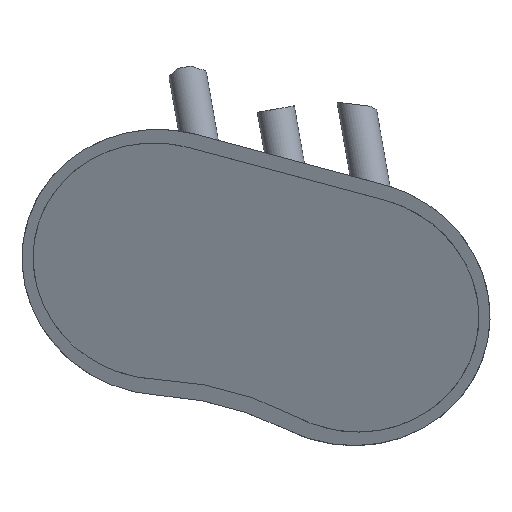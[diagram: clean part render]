
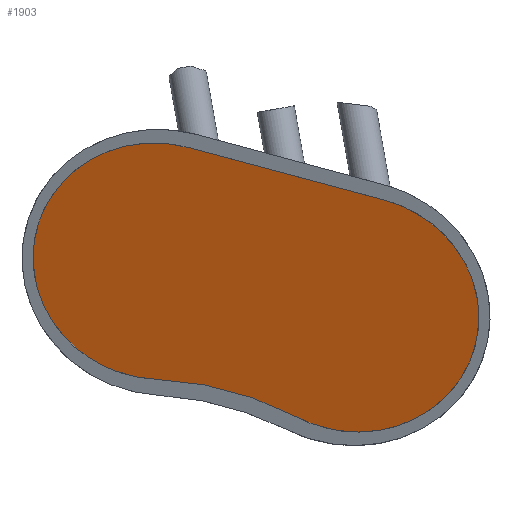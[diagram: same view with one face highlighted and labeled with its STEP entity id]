
A CAD part, top view. The second image highlights one B-rep face of the part: STEP entity #1903.
In plain terms, the highlighted planar face has unit normal (-0.088, -0.33, 0.94).
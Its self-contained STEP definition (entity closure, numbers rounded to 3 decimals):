
#1772 = EDGE_CURVE('',#1773,#1775,#1777,.T.);
#1773 = VERTEX_POINT('',#1774);
#1774 = CARTESIAN_POINT('',(-31.254,51.429,
    28.381));
#1775 = VERTEX_POINT('',#1776);
#1776 = CARTESIAN_POINT('',(31.531,34.606,
    28.381));
#1777 = LINE('',#1778,#1779);
#1778 = CARTESIAN_POINT('',(-31.254,51.429,
    28.381));
#1779 = VECTOR('',#1780,1.);
#1780 = DIRECTION('',(0.966,-0.259,0.));
#1803 = EDGE_CURVE('',#1773,#1804,#1806,.T.);
#1804 = VERTEX_POINT('',#1805);
#1805 = CARTESIAN_POINT('',(-41.476,-22.596,
    1.393));
#1806 = CIRCLE('',#1807,40.);
#1807 = AXIS2_PLACEMENT_3D('',#1808,#1809,#1810);
#1808 = CARTESIAN_POINT('',(-40.982,15.122,14.7));
#1809 = DIRECTION('',(-0.089,-0.33,0.94
    ));
#1810 = DIRECTION('',(0.966,-0.259,0.));
#1831 = EDGE_CURVE('',#1832,#1804,#1834,.T.);
#1832 = VERTEX_POINT('',#1833);
#1833 = CARTESIAN_POINT('',(3.371,-34.613,
    1.393));
#1834 = CIRCLE('',#1835,100.);
#1835 = AXIS2_PLACEMENT_3D('',#1836,#1837,#1838);
#1836 = CARTESIAN_POINT('',(-42.709,-116.892,
    -31.875));
#1837 = DIRECTION('',(-0.089,-0.33,0.94
    ));
#1838 = DIRECTION('',(0.966,-0.259,0.));
#1859 = EDGE_CURVE('',#1832,#1775,#1860,.T.);
#1860 = CIRCLE('',#1861,40.);
#1861 = AXIS2_PLACEMENT_3D('',#1862,#1863,#1864);
#1862 = CARTESIAN_POINT('',(21.803,-1.701,14.7));
#1863 = DIRECTION('',(-0.089,-0.33,0.94
    ));
#1864 = DIRECTION('',(0.966,-0.259,0.));
#1903 = ADVANCED_FACE('',(#1904),#1910,.T.);
#1904 = FACE_BOUND('',#1905,.T.);
#1905 = EDGE_LOOP('',(#1906,#1907,#1908,#1909));
#1906 = ORIENTED_EDGE('',*,*,#1859,.T.);
#1907 = ORIENTED_EDGE('',*,*,#1772,.F.);
#1908 = ORIENTED_EDGE('',*,*,#1803,.T.);
#1909 = ORIENTED_EDGE('',*,*,#1831,.F.);
#1910 = PLANE('',#1911);
#1911 = AXIS2_PLACEMENT_3D('',#1912,#1913,#1914);
#1912 = CARTESIAN_POINT('',(-9.44,7.269,
    14.91));
#1913 = DIRECTION('',(-0.089,-0.33,0.94
    ));
#1914 = DIRECTION('',(0.243,0.908,0.342));
